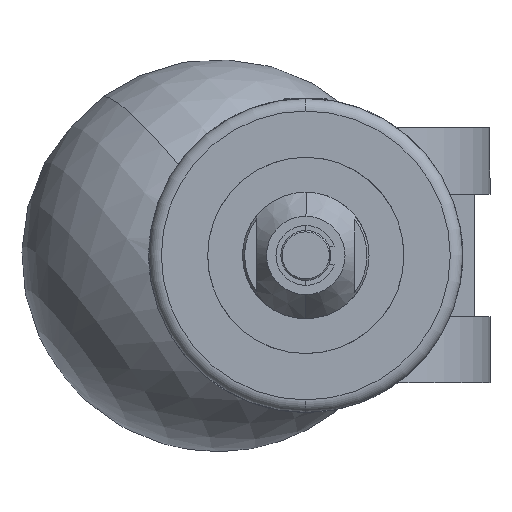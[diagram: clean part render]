
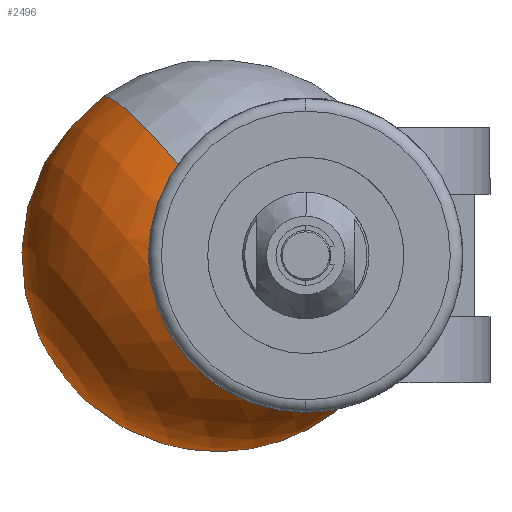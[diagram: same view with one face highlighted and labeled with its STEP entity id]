
A CAD part, left-side view. The second image highlights one B-rep face of the part: STEP entity #2496.
In plain terms, the highlighted spherical face has radius 15.875 mm.
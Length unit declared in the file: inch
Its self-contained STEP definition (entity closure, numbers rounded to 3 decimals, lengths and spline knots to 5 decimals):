
#283 = CARTESIAN_POINT ( 'NONE',  ( 5.15962, 0.19044, 0. ) ) ;
#527 = DIRECTION ( 'NONE',  ( 0.127, -0.801, 0.585 ) ) ;
#881 = CIRCLE ( 'NONE', #1516, 0.625 ) ;
#999 = CARTESIAN_POINT ( 'NONE',  ( 5.13674, 0.3349, 0.20274 ) ) ;
#1516 = AXIS2_PLACEMENT_3D ( 'NONE', #11332, #13509, #3934 ) ;
#1546 = CARTESIAN_POINT ( 'NONE',  ( 5.72539, 0.28004, 0. ) ) ;
#1983 = AXIS2_PLACEMENT_3D ( 'NONE', #1546, #527, #4767 ) ;
#2496 = ADVANCED_FACE ( 'NONE', ( #9027 ), #7962, .T. ) ;
#2549 = ORIENTED_EDGE ( 'NONE', *, *, #9628, .F. ) ;
#2650 = DIRECTION ( 'NONE',  ( 0.127, -0.801, 0.585 ) ) ;
#2867 = EDGE_CURVE ( 'NONE', #4925, #13410, #12921, .T. ) ;
#3879 = DIRECTION ( 'NONE',  ( 0., 0.59, 0.808 ) ) ;
#3934 = DIRECTION ( 'NONE',  ( 0., -0.59, -0.808 ) ) ;
#4029 = CIRCLE ( 'NONE', #12487, 0.625 ) ;
#4138 = CARTESIAN_POINT ( 'NONE',  ( 6.3427, 0.37782, 0. ) ) ;
#4767 = DIRECTION ( 'NONE',  ( 0.092, -0.578, -0.811 ) ) ;
#4925 = VERTEX_POINT ( 'NONE', #12296 ) ;
#6108 = ORIENTED_EDGE ( 'NONE', *, *, #2867, .T. ) ;
#6434 = CARTESIAN_POINT ( 'NONE',  ( 5.1825, 0.04597, -0.20274 ) ) ;
#6903 = AXIS2_PLACEMENT_3D ( 'NONE', #283, #11064, #13158 ) ;
#7315 = EDGE_CURVE ( 'NONE', #13411, #10138, #4029, .T. ) ;
#7481 = EDGE_CURVE ( 'NONE', #10138, #4925, #10733, .T. ) ;
#7962 = SPHERICAL_SURFACE ( 'NONE', #1983, 0.625 ) ;
#7977 = EDGE_LOOP ( 'NONE', ( #2549, #11248, #11170, #6108 ) ) ;
#9027 = FACE_OUTER_BOUND ( 'NONE', #7977, .T. ) ;
#9628 = EDGE_CURVE ( 'NONE', #13411, #13410, #881, .T. ) ;
#10138 = VERTEX_POINT ( 'NONE', #6434 ) ;
#10193 = DIRECTION ( 'NONE',  ( 0.988, 0.156, 0. ) ) ;
#10310 = DIRECTION ( 'NONE',  ( -0.127, 0.801, -0.585 ) ) ;
#10733 = CIRCLE ( 'NONE', #10944, 0.25 ) ;
#10944 = AXIS2_PLACEMENT_3D ( 'NONE', #12069, #10193, #2650 ) ;
#11064 = DIRECTION ( 'NONE',  ( 0.988, 0.156, 0. ) ) ;
#11170 = ORIENTED_EDGE ( 'NONE', *, *, #7481, .T. ) ;
#11248 = ORIENTED_EDGE ( 'NONE', *, *, #7315, .T. ) ;
#11332 = CARTESIAN_POINT ( 'NONE',  ( 5.72539, 0.28004, 0. ) ) ;
#11352 = CARTESIAN_POINT ( 'NONE',  ( 5.72539, 0.28004, 0. ) ) ;
#12069 = CARTESIAN_POINT ( 'NONE',  ( 5.15962, 0.19044, 0. ) ) ;
#12296 = CARTESIAN_POINT ( 'NONE',  ( 5.12791, 0.39068, -0.14627 ) ) ;
#12487 = AXIS2_PLACEMENT_3D ( 'NONE', #11352, #10310, #3879 ) ;
#12921 = CIRCLE ( 'NONE', #6903, 0.25 ) ;
#13158 = DIRECTION ( 'NONE',  ( 0.127, -0.801, 0.585 ) ) ;
#13410 = VERTEX_POINT ( 'NONE', #999 ) ;
#13411 = VERTEX_POINT ( 'NONE', #4138 ) ;
#13509 = DIRECTION ( 'NONE',  ( 0.127, -0.801, 0.585 ) ) ;
